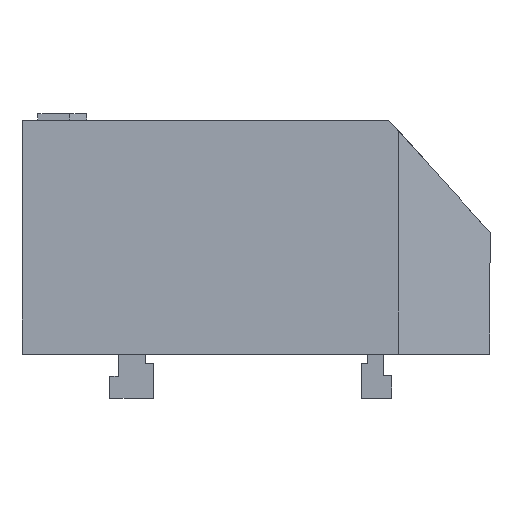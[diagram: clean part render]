
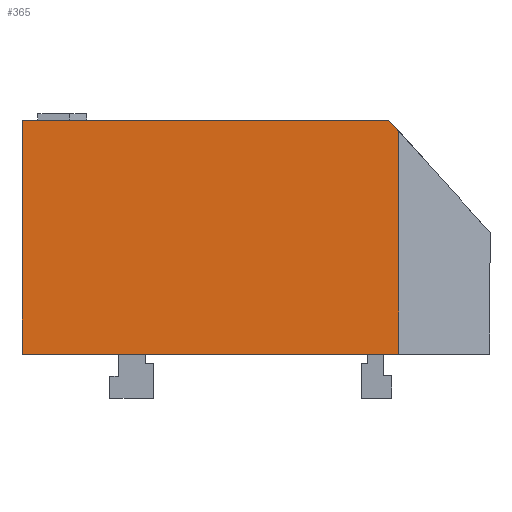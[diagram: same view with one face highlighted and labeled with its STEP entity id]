
A CAD part, left-side view. The second image highlights one B-rep face of the part: STEP entity #365.
In plain terms, the highlighted planar face has unit normal (-1, 0, 0).
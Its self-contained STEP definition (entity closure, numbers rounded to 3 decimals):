
#330=AXIS2_PLACEMENT_3D('Plane Axis2P3D',#327,#328,#329) ;
#84=CARTESIAN_POINT('Line Origine',(0.,43.009,6.8)) ;
#88=CARTESIAN_POINT('Vertex',(0.,72.,6.8)) ;
#90=CARTESIAN_POINT('Vertex',(0.,14.018,6.8)) ;
#327=CARTESIAN_POINT('Axis2P3D Location',(0.,14.018,6.8)) ;
#332=CARTESIAN_POINT('Line Origine',(0.,14.797,41.938)) ;
#336=CARTESIAN_POINT('Vertex',(0.,15.575,42.8)) ;
#338=CARTESIAN_POINT('Vertex',(0.,14.018,41.075)) ;
#341=CARTESIAN_POINT('Line Origine',(0.,43.788,42.8)) ;
#345=CARTESIAN_POINT('Vertex',(0.,72.,42.8)) ;
#348=CARTESIAN_POINT('Line Origine',(0.,72.,24.8)) ;
#353=CARTESIAN_POINT('Line Origine',(0.,14.018,23.938)) ;
#85=DIRECTION('Vector Direction',(0.,1.,0.)) ;
#328=DIRECTION('Axis2P3D Direction',(1.,0.,0.)) ;
#329=DIRECTION('Axis2P3D XDirection',(0.,1.,0.)) ;
#333=DIRECTION('Vector Direction',(0.,0.67,0.742)) ;
#342=DIRECTION('Vector Direction',(0.,1.,0.)) ;
#349=DIRECTION('Vector Direction',(0.,0.,1.)) ;
#354=DIRECTION('Vector Direction',(0.,0.,1.)) ;
#86=VECTOR('Line Direction',#85,1.) ;
#334=VECTOR('Line Direction',#333,1.) ;
#343=VECTOR('Line Direction',#342,1.) ;
#350=VECTOR('Line Direction',#349,1.) ;
#355=VECTOR('Line Direction',#354,1.) ;
#359=ORIENTED_EDGE('',*,*,#340,.F.) ;
#360=ORIENTED_EDGE('',*,*,#347,.F.) ;
#361=ORIENTED_EDGE('',*,*,#352,.F.) ;
#362=ORIENTED_EDGE('',*,*,#92,.T.) ;
#363=ORIENTED_EDGE('',*,*,#357,.T.) ;
#365=ADVANCED_FACE('S3D-gedreht',(#364),#331,.F.) ;
#92=EDGE_CURVE('',#89,#91,#87,.F.) ;
#340=EDGE_CURVE('',#337,#339,#335,.F.) ;
#347=EDGE_CURVE('',#346,#337,#344,.F.) ;
#352=EDGE_CURVE('',#89,#346,#351,.T.) ;
#357=EDGE_CURVE('',#91,#339,#356,.T.) ;
#358=EDGE_LOOP('',(#359,#360,#361,#362,#363)) ;
#364=FACE_OUTER_BOUND('',#358,.T.) ;
#87=LINE('Line',#84,#86) ;
#335=LINE('Line',#332,#334) ;
#344=LINE('Line',#341,#343) ;
#351=LINE('Line',#348,#350) ;
#356=LINE('Line',#353,#355) ;
#331=PLANE('',#330) ;
#89=VERTEX_POINT('',#88) ;
#91=VERTEX_POINT('',#90) ;
#337=VERTEX_POINT('',#336) ;
#339=VERTEX_POINT('',#338) ;
#346=VERTEX_POINT('',#345) ;
